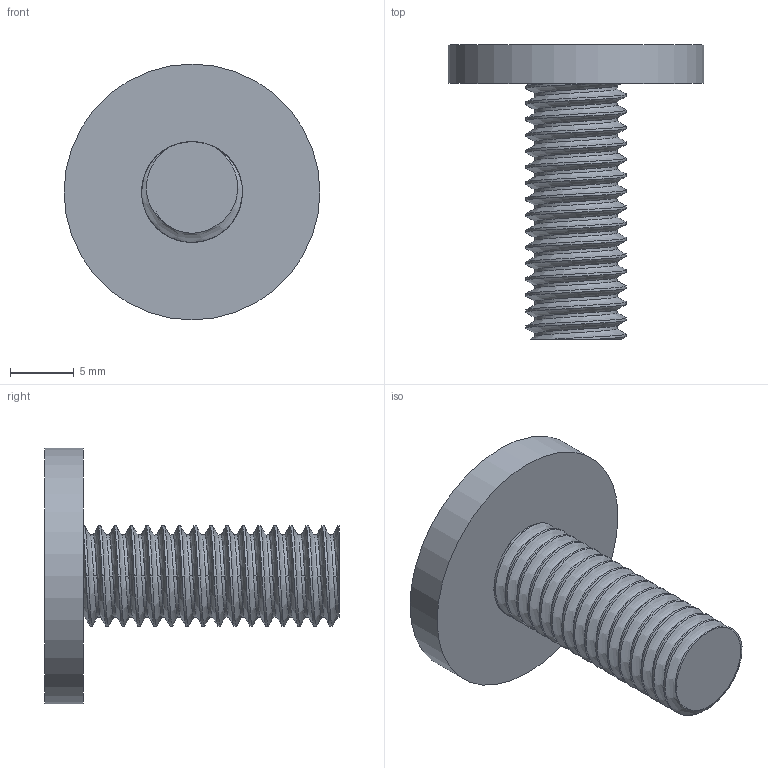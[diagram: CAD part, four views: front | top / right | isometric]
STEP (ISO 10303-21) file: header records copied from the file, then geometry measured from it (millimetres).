
FILE_DESCRIPTION(/* description */ (''),/* implementation_level */ '2;1');
FILE_NAME(/* name */ 'leg screw v1.stp',/* time_stamp */ '2025-09-12T00:17:48+02:00',/* author */ (''),/* organization */ (''),/* preprocessor_version */ 'ST-DEVELOPER v20.1',/* originating_system */ 'Autodesk Translation Framework v14.10.0.0',/* authorisation */ '');
FILE_SCHEMA (('AUTOMOTIVE_DESIGN { 1 0 10303 214 3 1 1 }'));
Length unit declared in the file: millimetre
Products named in the file (1): leg screw
Bounding box: 20 x 23 x 20 mm (x, y, z)
Volume: 1704.3 mm3; surface area: 1615.7 mm2
Topology: 1 solids, 1 shells, 53 faces, 147 edges, 98 vertices
Faces by surface type: cylinder 35, plane 16, bspline 2
Full cylindrical faces by diameter (mm): 6.446 x6, 7.866 x10, 20 x1
Entity records: 3787 total; most frequent: CARTESIAN_POINT 2536, ORIENTED_EDGE 294, DIRECTION 185, EDGE_CURVE 147, VERTEX_POINT 98, B_SPLINE_CURVE_WITH_KNOTS 72, LINE 69, VECTOR 69
